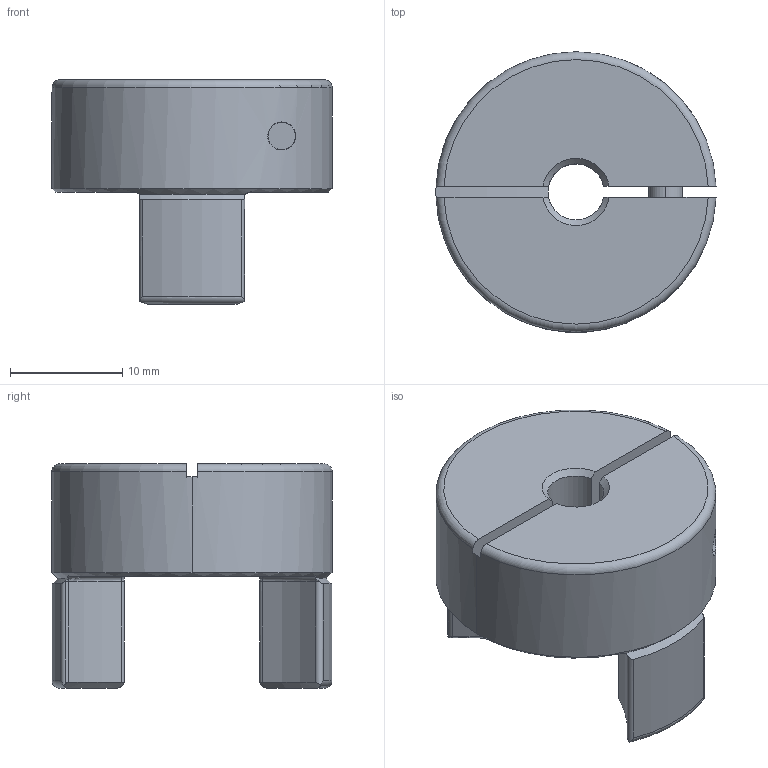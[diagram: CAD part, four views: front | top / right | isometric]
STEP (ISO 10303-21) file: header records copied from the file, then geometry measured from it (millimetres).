
FILE_DESCRIPTION (( 'STEP AP203' ), '1' );
FILE_NAME ('SJC-25C-5.step', '2021-04-15T12:37:30', ( '' ), ( '' ), 'SwSTEP 2.0', 'SolidWorks 2021', '' );
FILE_SCHEMA (( 'CONFIG_CONTROL_DESIGN' ));
Length unit declared in the file: millimetre
Products named in the file (1): SJC-25C-5
Bounding box: 24.99 x 25 x 20 mm (x, y, z)
Volume: 5093.4 mm3; surface area: 2971.1 mm2
Topology: 2 solids, 2 shells, 110 faces, 281 edges, 176 vertices
Faces by surface type: cylinder 41, plane 28, cone 17, torus 16, bspline 8
Entity records: 4593 total; most frequent: CARTESIAN_POINT 1964, ORIENTED_EDGE 558, DIRECTION 510, EDGE_CURVE 279, AXIS2_PLACEMENT_3D 212, VERTEX_POINT 176, EDGE_LOOP 117, ADVANCED_FACE 110
